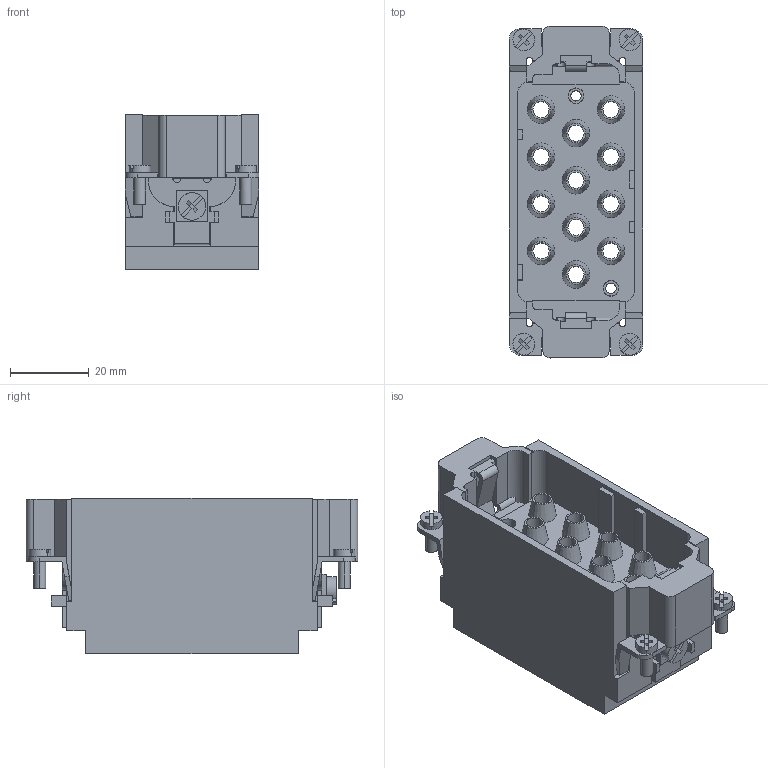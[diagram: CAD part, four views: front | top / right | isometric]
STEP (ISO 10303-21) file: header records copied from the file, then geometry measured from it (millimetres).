
FILE_DESCRIPTION(('Creo Elements/Direct Modeling STEP Export'),'2;1');
FILE_NAME('model.stp','2020-05-27T 9:39:59',(''),(''),'Creo Elements/Direct Modeling STEP processor for AP214 (Solid Model)','Creo Elements/Direct Modeling 20.1A 29-Sep-2018 (C) Parametric Technology GmbH','');
FILE_SCHEMA(('AUTOMOTIVE_DESIGN { 1 0 10303 214 1 1 1 1 }'));
Length unit declared in the file: millimetre
Products named in the file (2): HC_K12_2_ESTC-select
Assembly tree (1 placements, depth 2):
  HC_K12_2_ESTC-select
    HC_K12_2_ESTC-select
Bounding box: 34 x 84.5 x 39.7 mm (x, y, z)
Volume: 59649.5 mm3; surface area: 25535 mm2
Topology: 1 solids, 1 shells, 471 faces, 1407 edges, 935 vertices
Faces by surface type: plane 339, cylinder 94, cone 28, bspline 8, torus 2
Entity records: 19631 total; most frequent: CARTESIAN_POINT 3289, ORIENTED_EDGE 2814, DIRECTION 2357, EDGE_CURVE 1407, VECTOR 1057, LINE 1057, VERTEX_POINT 935, AXIS2_PLACEMENT_3D 650
